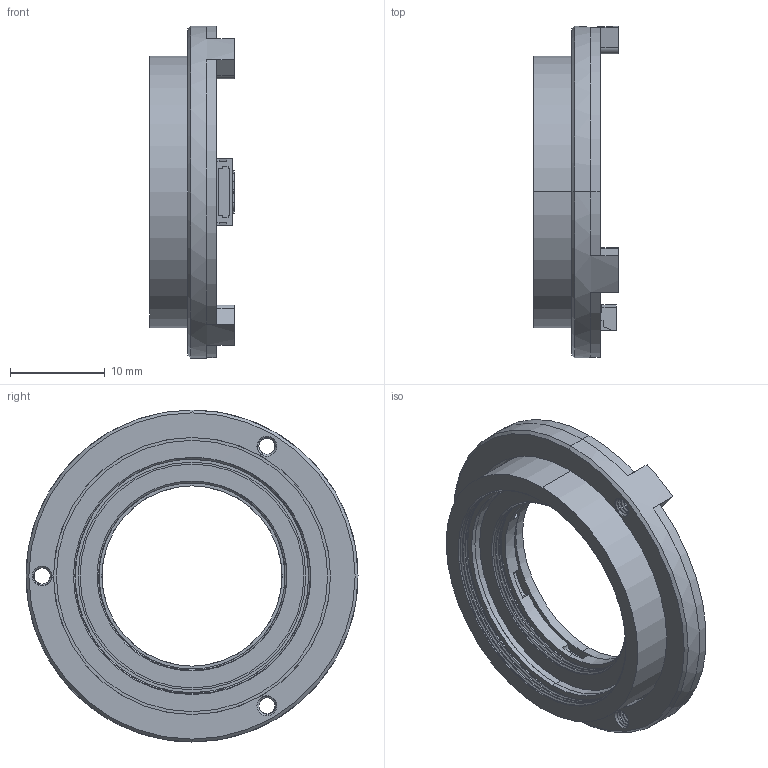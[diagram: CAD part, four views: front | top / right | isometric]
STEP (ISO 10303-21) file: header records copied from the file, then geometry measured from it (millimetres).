
FILE_DESCRIPTION (( 'STEP AP214' ), '1' );
FILE_NAME ('DPT-20-25-35.step', '2024-09-04T06:00:24', ( '' ), ( '' ), 'SwSTEP 2.0', 'SolidWorks 2022', '' );
FILE_SCHEMA (( 'AUTOMOTIVE_DESIGN' ));
Length unit declared in the file: millimetre
Products named in the file (1): DPT-20-25-35
Bounding box: 8.9 x 35 x 35 mm (x, y, z)
Volume: 2617.9 mm3; surface area: 5429.6 mm2
Topology: 9 solids, 9 shells, 661 faces, 1797 edges, 1188 vertices
Faces by surface type: plane 283, cylinder 188, bspline 166, cone 24
Entity records: 31127 total; most frequent: CARTESIAN_POINT 11665, ORIENTED_EDGE 3594, DIRECTION 2569, EDGE_CURVE 1797, VERTEX_POINT 1188, VECTOR 995, LINE 995, AXIS2_PLACEMENT_3D 787
